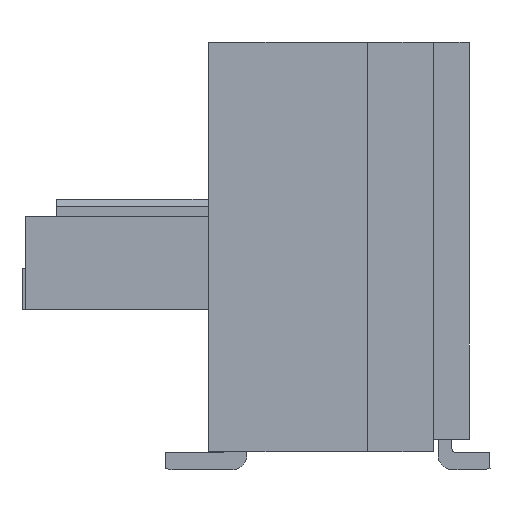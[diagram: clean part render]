
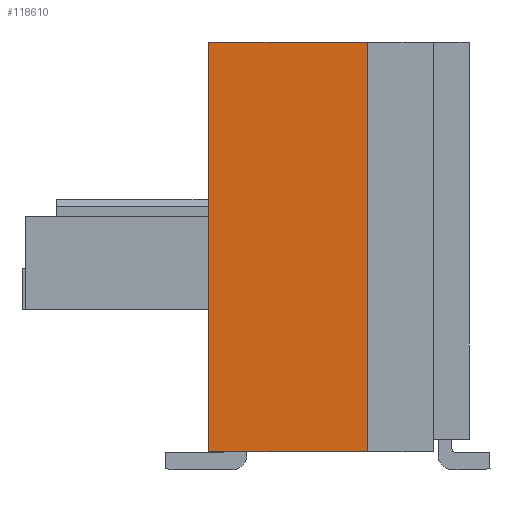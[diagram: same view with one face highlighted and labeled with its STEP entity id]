
A CAD part, left-side view. The second image highlights one B-rep face of the part: STEP entity #118610.
In plain terms, the highlighted planar face has unit normal (-1, 0, 0).
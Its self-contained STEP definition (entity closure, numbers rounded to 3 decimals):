
#6250=CARTESIAN_POINT('',(0.,-0.63,
6.18));
#6260=VERTEX_POINT('',#6250);
#6290=CARTESIAN_POINT('',(0.,-0.63,
4.81));
#6300=DIRECTION('',(0.,0.,-1.));
#6310=VECTOR('',#6300,1.);
#6320=LINE('',#6290,#6310);
#6330=CARTESIAN_POINT('',(0.,-0.63,
0.26));
#6340=VERTEX_POINT('',#6330);
#6350=EDGE_CURVE('',#6260,#6340,#6320,.T.);
#116680=CARTESIAN_POINT('',(0.,-2.93,
6.18));
#116690=VERTEX_POINT('',#116680);
#116720=CARTESIAN_POINT('',(0.,-4.991,
6.18));
#116730=DIRECTION('',(0.,1.,0.));
#116740=VECTOR('',#116730,1.);
#116750=LINE('',#116720,#116740);
#116760=EDGE_CURVE('',#116690,#6260,#116750,.T.);
#118120=CARTESIAN_POINT('',(0.,-2.93,
0.26));
#118130=VERTEX_POINT('',#118120);
#118160=CARTESIAN_POINT('',(0.,-2.93,
1.794));
#118170=DIRECTION('',(0.,0.,-1.));
#118180=VECTOR('',#118170,1.);
#118190=LINE('',#118160,#118180);
#118200=EDGE_CURVE('',#116690,#118130,#118190,.T.);
#118320=CARTESIAN_POINT('',(0.,-14.991,
0.26));
#118330=DIRECTION('',(0.,1.,0.));
#118340=VECTOR('',#118330,1.);
#118350=LINE('',#118320,#118340);
#118360=EDGE_CURVE('',#118130,#6340,#118350,.T.);
#118500=CARTESIAN_POINT('',(0.,-3.271,
4.925));
#118510=DIRECTION('',(-1.,0.,0.));
#118520=DIRECTION('',(0.,-1.,0.));
#118530=AXIS2_PLACEMENT_3D('',#118500,#118510,#118520);
#118540=PLANE('',#118530);
#118550=ORIENTED_EDGE('',*,*,#116760,.T.);
#118560=ORIENTED_EDGE('',*,*,#118200,.F.);
#118570=ORIENTED_EDGE('',*,*,#118360,.F.);
#118580=ORIENTED_EDGE('',*,*,#6350,.T.);
#118590=EDGE_LOOP('',(#118580,#118570,#118560,#118550));
#118600=FACE_OUTER_BOUND('',#118590,.T.);
#118610=ADVANCED_FACE('',(#118600),#118540,.T.);
